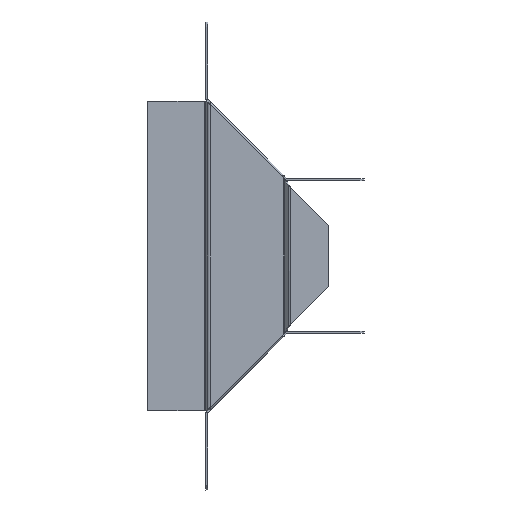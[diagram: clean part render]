
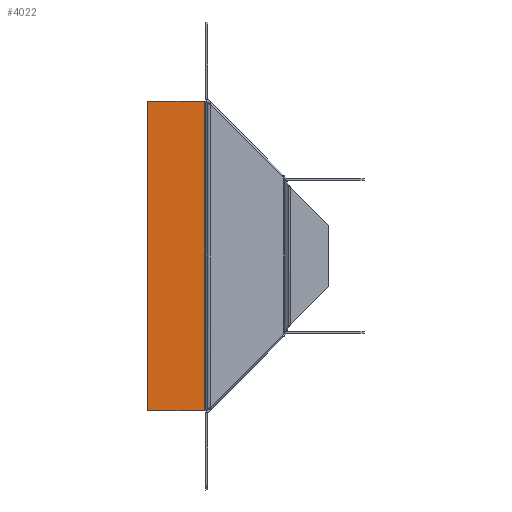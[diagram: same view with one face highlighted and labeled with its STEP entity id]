
A CAD part, front view. The second image highlights one B-rep face of the part: STEP entity #4022.
In plain terms, the highlighted planar face has unit normal (0, -1, 0).
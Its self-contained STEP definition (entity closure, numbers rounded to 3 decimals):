
#2572=DIRECTION('',(1.,0.,0.));
#2573=VECTOR('',#2572,36.586);
#2574=CARTESIAN_POINT('',(0.131,2.5,50.938));
#2575=LINE('',#2574,#2573);
#2845=DIRECTION('',(1.,0.,0.));
#2846=VECTOR('',#2845,36.586);
#2847=CARTESIAN_POINT('',(0.131,2.5,-149.062));
#2848=LINE('',#2847,#2846);
#2849=DIRECTION('',(0.,0.,-1.));
#2850=VECTOR('',#2849,200.);
#2851=CARTESIAN_POINT('',(36.717,2.5,50.938));
#2852=LINE('',#2851,#2850);
#2861=DIRECTION('',(0.,0.,1.));
#2862=VECTOR('',#2861,200.);
#2863=CARTESIAN_POINT('',(0.131,2.5,-149.062));
#2864=LINE('',#2863,#2862);
#3181=CARTESIAN_POINT('',(0.131,2.5,-149.062));
#3182=CARTESIAN_POINT('',(36.717,2.5,-149.062));
#3183=VERTEX_POINT('',#3181);
#3184=VERTEX_POINT('',#3182);
#3185=CARTESIAN_POINT('',(0.131,2.5,50.938));
#3186=VERTEX_POINT('',#3185);
#3187=CARTESIAN_POINT('',(36.717,2.5,50.938));
#3188=VERTEX_POINT('',#3187);
#4009=CARTESIAN_POINT('',(0.131,2.5,56.));
#4010=DIRECTION('',(0.,-1.,0.));
#4011=DIRECTION('',(-1.,0.,0.));
#4012=AXIS2_PLACEMENT_3D('',#4009,#4010,#4011);
#4013=PLANE('',#4012);
#4015=ORIENTED_EDGE('',*,*,#4014,.T.);
#4016=ORIENTED_EDGE('',*,*,#3993,.F.);
#4018=ORIENTED_EDGE('',*,*,#4017,.T.);
#4019=ORIENTED_EDGE('',*,*,#3512,.T.);
#4020=EDGE_LOOP('',(#4015,#4016,#4018,#4019));
#4021=FACE_OUTER_BOUND('',#4020,.F.);
#4022=ADVANCED_FACE('',(#4021),#4013,.T.);
#3512=EDGE_CURVE('',#3186,#3188,#2575,.T.);
#3993=EDGE_CURVE('',#3183,#3184,#2848,.T.);
#4014=EDGE_CURVE('',#3188,#3184,#2852,.T.);
#4017=EDGE_CURVE('',#3183,#3186,#2864,.T.);
